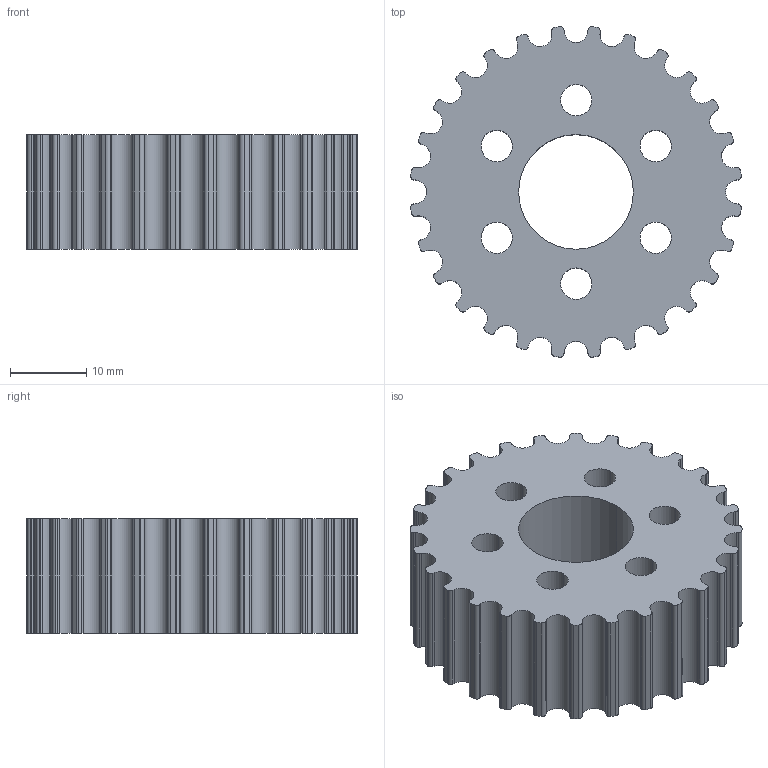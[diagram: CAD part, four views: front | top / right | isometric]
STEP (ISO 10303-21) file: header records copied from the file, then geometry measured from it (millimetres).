
FILE_DESCRIPTION (( 'STEP AP203' ), '1' );
FILE_NAME ('Wheel.STEP', '2025-01-11T06:04:38', ( '' ), ( '' ), 'SwSTEP 2.0', 'SolidWorks 2021', '' );
FILE_SCHEMA (( 'CONFIG_CONTROL_DESIGN' ));
Length unit declared in the file: millimetre
Products named in the file (1): Wheel
Bounding box: 43.21 x 43.21 x 15 mm (x, y, z)
Volume: 15940.8 mm3; surface area: 7015.9 mm2
Topology: 1 solids, 1 shells, 211 faces, 627 edges, 418 vertices
Faces by surface type: cylinder 153, plane 58
Entity records: 7332 total; most frequent: DIRECTION 1357, CARTESIAN_POINT 1257, ORIENTED_EDGE 1254, EDGE_CURVE 627, AXIS2_PLACEMENT_3D 518, VERTEX_POINT 418, LINE 321, VECTOR 321
